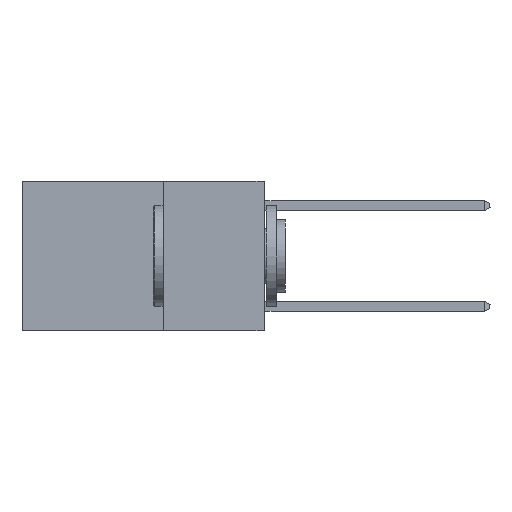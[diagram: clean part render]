
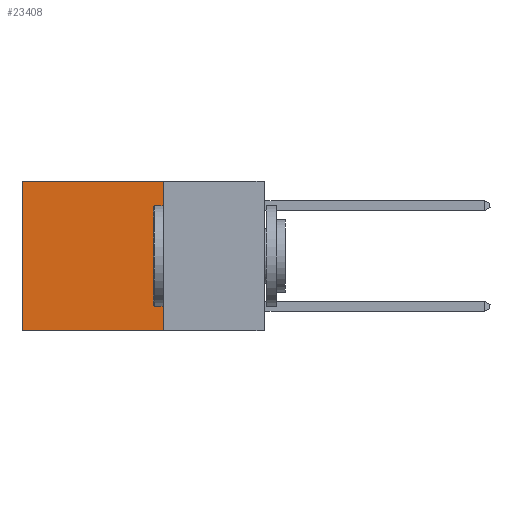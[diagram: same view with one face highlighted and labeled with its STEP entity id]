
A CAD part, left-side view. The second image highlights one B-rep face of the part: STEP entity #23408.
In plain terms, the highlighted planar face has unit normal (-1, 0, 0).
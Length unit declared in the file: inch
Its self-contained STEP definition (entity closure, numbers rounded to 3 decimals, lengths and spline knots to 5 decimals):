
#63 = CARTESIAN_POINT ( 'NONE',  ( 0.2625, 0.25, 0. ) ) ;
#1133 = LINE ( 'NONE', #11053, #25788 ) ;
#2415 = ORIENTED_EDGE ( 'NONE', *, *, #23437, .T. ) ;
#3039 = VERTEX_POINT ( 'NONE', #31883 ) ;
#3522 = VERTEX_POINT ( 'NONE', #15956 ) ;
#3740 = VECTOR ( 'NONE', #9892, 39.37008 ) ;
#3773 = DIRECTION ( 'NONE',  ( 0., 1., 0. ) ) ;
#3919 = EDGE_LOOP ( 'NONE', ( #2415, #20399, #12440, #4498 ) ) ;
#4498 = ORIENTED_EDGE ( 'NONE', *, *, #30396, .T. ) ;
#4511 = AXIS2_PLACEMENT_3D ( 'NONE', #63, #25119, #22987 ) ;
#5129 = DIRECTION ( 'NONE',  ( 0., 0., -1. ) ) ;
#6056 = LINE ( 'NONE', #18579, #11501 ) ;
#7563 = CARTESIAN_POINT ( 'NONE',  ( 0.2625, 0.6, 0. ) ) ;
#7817 = VERTEX_POINT ( 'NONE', #14084 ) ;
#8108 = CARTESIAN_POINT ( 'NONE',  ( 0.2625, 0.25, 0. ) ) ;
#9892 = DIRECTION ( 'NONE',  ( 0., 0., -1. ) ) ;
#10822 = VERTEX_POINT ( 'NONE', #12963 ) ;
#11053 = CARTESIAN_POINT ( 'NONE',  ( 0.2625, 0.25, -0.37 ) ) ;
#11501 = VECTOR ( 'NONE', #3773, 39.37008 ) ;
#12440 = ORIENTED_EDGE ( 'NONE', *, *, #12604, .F. ) ;
#12604 = EDGE_CURVE ( 'NONE', #10822, #3522, #24704, .T. ) ;
#12963 = CARTESIAN_POINT ( 'NONE',  ( 0.2625, 0.25, 0. ) ) ;
#14084 = CARTESIAN_POINT ( 'NONE',  ( 0.2625, 0.6, 0. ) ) ;
#14355 = VECTOR ( 'NONE', #5129, 39.37008 ) ;
#15956 = CARTESIAN_POINT ( 'NONE',  ( 0.2625, 0.25, -0.37 ) ) ;
#17620 = LINE ( 'NONE', #7563, #14355 ) ;
#18579 = CARTESIAN_POINT ( 'NONE',  ( 0.2625, 0.25, 0. ) ) ;
#20399 = ORIENTED_EDGE ( 'NONE', *, *, #20983, .F. ) ;
#20983 = EDGE_CURVE ( 'NONE', #3522, #3039, #1133, .T. ) ;
#22987 = DIRECTION ( 'NONE',  ( 0., 0., -1. ) ) ;
#23408 = ADVANCED_FACE ( 'NONE', ( #25441 ), #30015, .F. ) ;
#23437 = EDGE_CURVE ( 'NONE', #7817, #3039, #17620, .T. ) ;
#24704 = LINE ( 'NONE', #8108, #3740 ) ;
#25119 = DIRECTION ( 'NONE',  ( 1., 0., 0. ) ) ;
#25441 = FACE_OUTER_BOUND ( 'NONE', #3919, .T. ) ;
#25788 = VECTOR ( 'NONE', #26529, 39.37008 ) ;
#26529 = DIRECTION ( 'NONE',  ( 0., 1., 0. ) ) ;
#30015 = PLANE ( 'NONE',  #4511 ) ;
#30396 = EDGE_CURVE ( 'NONE', #10822, #7817, #6056, .T. ) ;
#31883 = CARTESIAN_POINT ( 'NONE',  ( 0.2625, 0.6, -0.37 ) ) ;
